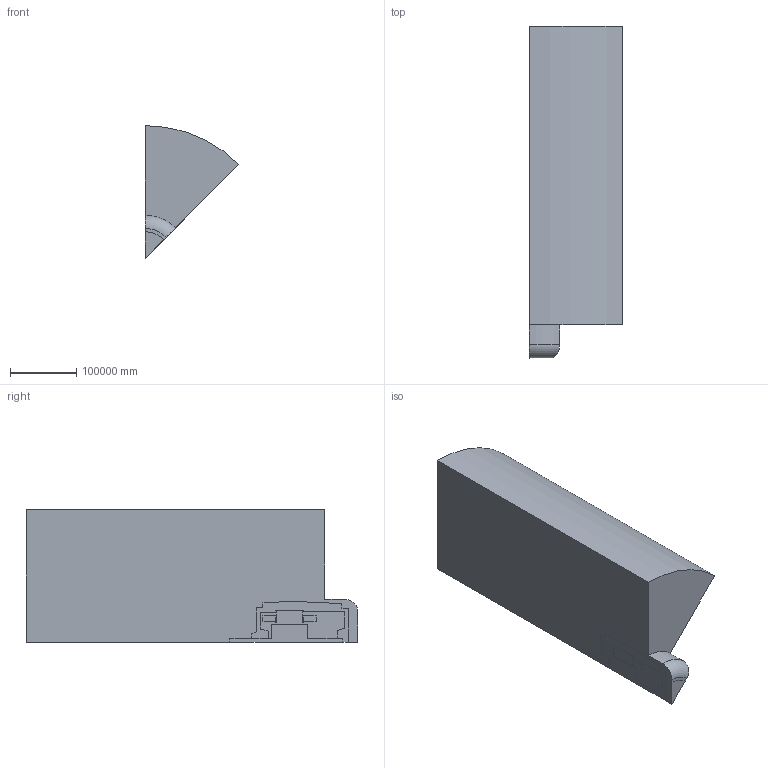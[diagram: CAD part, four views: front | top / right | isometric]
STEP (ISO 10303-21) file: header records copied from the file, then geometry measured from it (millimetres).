
FILE_DESCRIPTION(('Open CASCADE Model'),'2;1');
FILE_NAME('Open CASCADE Shape Model','2021-10-28T17:38:55',('Author'),( 'Open CASCADE'),'Open CASCADE STEP processor 7.5','Open CASCADE 7.5' ,'Unknown');
FILE_SCHEMA(('AUTOMOTIVE_DESIGN { 1 0 10303 214 1 1 1 1 }'));
Length unit declared in the file: metre
Products named in the file (2): Open CASCADE STEP translator 7.5 1; Open CASCADE STEP translator 7.5 1.1
Assembly tree (1 placements, depth 2):
  Open CASCADE STEP translator 7.5 1
    Open CASCADE STEP translator 7.5 1.1
Bounding box: 141421.36 x 500000 x 200000 mm (x, y, z)
Surface area: 364808041347.2 mm2 (no closed solid volume)
Topology: 0 solids, 7 shells, 293 faces, 835 edges, 522 vertices
Faces by surface type: plane 220, cylinder 60, cone 12, torus 1
Entity records: 10591 total; most frequent: CARTESIAN_POINT 2023, DIRECTION 1592, ORIENTED_EDGE 945, LINE 924, VECTOR 924, PCURVE 818, DEFINITIONAL_REPRESENTATION 818, EDGE_CURVE 418
